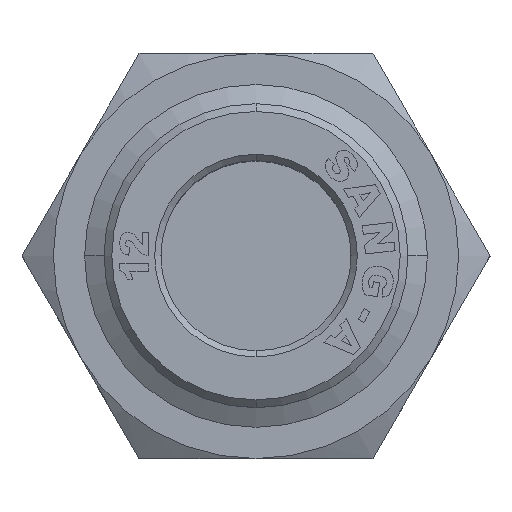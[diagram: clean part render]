
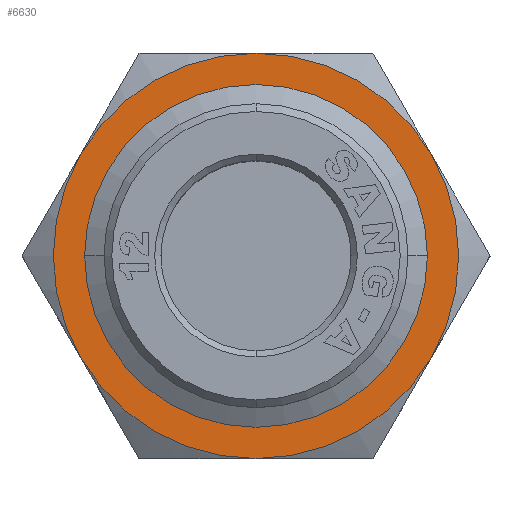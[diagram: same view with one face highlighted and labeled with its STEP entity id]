
A CAD part, top view. The second image highlights one B-rep face of the part: STEP entity #6630.
In plain terms, the highlighted face is planar.
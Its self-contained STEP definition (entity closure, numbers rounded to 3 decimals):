
#283 = CIRCLE ( 'NONE', #13349, 13. ) ;
#447 = CIRCLE ( 'NONE', #12031, 13. ) ;
#450 = VERTEX_POINT ( 'NONE', #6647 ) ;
#528 = CARTESIAN_POINT ( 'NONE',  ( -17.18, -13., 0. ) ) ;
#669 = CARTESIAN_POINT ( 'NONE',  ( -17.18, 13., 0. ) ) ;
#796 = DIRECTION ( 'NONE',  ( -1., 0., 0. ) ) ;
#1491 = DIRECTION ( 'NONE',  ( 1., 0., 0. ) ) ;
#1601 = AXIS2_PLACEMENT_3D ( 'NONE', #11409, #796, #5012 ) ;
#1670 = VERTEX_POINT ( 'NONE', #528 ) ;
#1752 = VERTEX_POINT ( 'NONE', #669 ) ;
#1787 = EDGE_CURVE ( 'NONE', #1670, #11177, #9559, .T. ) ;
#1881 = CARTESIAN_POINT ( 'NONE',  ( -17.18, -6.5, 11.258 ) ) ;
#1912 = CIRCLE ( 'NONE', #10340, 13. ) ;
#2098 = EDGE_CURVE ( 'NONE', #11177, #5324, #1912, .T. ) ;
#2429 = ORIENTED_EDGE ( 'NONE', *, *, #5412, .F. ) ;
#2675 = CARTESIAN_POINT ( 'NONE',  ( -17.18, 6.5, -11.258 ) ) ;
#3066 = FACE_BOUND ( 'NONE', #4959, .T. ) ;
#3929 = DIRECTION ( 'NONE',  ( 1., 0., 0. ) ) ;
#4359 = DIRECTION ( 'NONE',  ( 0., 0., -1. ) ) ;
#4397 = ORIENTED_EDGE ( 'NONE', *, *, #5883, .F. ) ;
#4503 = CARTESIAN_POINT ( 'NONE',  ( -17.18, 0., 0. ) ) ;
#4512 = DIRECTION ( 'NONE',  ( 0., 1., 0. ) ) ;
#4592 = CARTESIAN_POINT ( 'NONE',  ( -17.18, 0., 0. ) ) ;
#4610 = DIRECTION ( 'NONE',  ( 1., 0., 0. ) ) ;
#4959 = EDGE_LOOP ( 'NONE', ( #6881, #2429 ) ) ;
#5012 = DIRECTION ( 'NONE',  ( 0., 0., -1. ) ) ;
#5118 = EDGE_CURVE ( 'NONE', #1752, #8245, #12816, .T. ) ;
#5324 = VERTEX_POINT ( 'NONE', #2675 ) ;
#5334 = DIRECTION ( 'NONE',  ( -1., 0., 0. ) ) ;
#5412 = EDGE_CURVE ( 'NONE', #450, #6499, #12138, .T. ) ;
#5883 = EDGE_CURVE ( 'NONE', #8245, #13327, #10946, .T. ) ;
#6126 = DIRECTION ( 'NONE',  ( 0., 1., 0. ) ) ;
#6260 = AXIS2_PLACEMENT_3D ( 'NONE', #11879, #5334, #4359 ) ;
#6499 = VERTEX_POINT ( 'NONE', #12345 ) ;
#6520 = DIRECTION ( 'NONE',  ( 0., 1., 0. ) ) ;
#6630 = ADVANCED_FACE ( 'NONE', ( #3066, #12435 ), #7348, .F. ) ;
#6647 = CARTESIAN_POINT ( 'NONE',  ( -17.18, 0., 10.993 ) ) ;
#6881 = ORIENTED_EDGE ( 'NONE', *, *, #7451, .F. ) ;
#6945 = EDGE_CURVE ( 'NONE', #5324, #1752, #283, .T. ) ;
#7052 = CARTESIAN_POINT ( 'NONE',  ( -17.18, 6.5, 11.258 ) ) ;
#7167 = CARTESIAN_POINT ( 'NONE',  ( -17.18, 0., 0. ) ) ;
#7348 = PLANE ( 'NONE',  #13071 ) ;
#7451 = EDGE_CURVE ( 'NONE', #6499, #450, #7836, .T. ) ;
#7808 = DIRECTION ( 'NONE',  ( 1., 0., 0. ) ) ;
#7836 = CIRCLE ( 'NONE', #6260, 10.993 ) ;
#7899 = DIRECTION ( 'NONE',  ( 0., 1., 0. ) ) ;
#8133 = ORIENTED_EDGE ( 'NONE', *, *, #6945, .F. ) ;
#8245 = VERTEX_POINT ( 'NONE', #7052 ) ;
#8292 = CARTESIAN_POINT ( 'NONE',  ( -17.18, 0., 0. ) ) ;
#8820 = EDGE_LOOP ( 'NONE', ( #8133, #11845, #11961, #13365, #4397, #9811 ) ) ;
#8836 = CARTESIAN_POINT ( 'NONE',  ( -17.18, 0., 0. ) ) ;
#9230 = DIRECTION ( 'NONE',  ( 0., 1., 0. ) ) ;
#9302 = CARTESIAN_POINT ( 'NONE',  ( -17.18, -6.5, -11.258 ) ) ;
#9559 = CIRCLE ( 'NONE', #12779, 13. ) ;
#9811 = ORIENTED_EDGE ( 'NONE', *, *, #5118, .F. ) ;
#10338 = EDGE_CURVE ( 'NONE', #13327, #1670, #447, .T. ) ;
#10340 = AXIS2_PLACEMENT_3D ( 'NONE', #4503, #12937, #6520 ) ;
#10803 = AXIS2_PLACEMENT_3D ( 'NONE', #4592, #1491, #13219 ) ;
#10917 = CARTESIAN_POINT ( 'NONE',  ( -17.18, 0., 0. ) ) ;
#10946 = CIRCLE ( 'NONE', #10803, 13. ) ;
#11177 = VERTEX_POINT ( 'NONE', #9302 ) ;
#11409 = CARTESIAN_POINT ( 'NONE',  ( -17.18, 0., 0. ) ) ;
#11575 = DIRECTION ( 'NONE',  ( 0., 0., -1. ) ) ;
#11845 = ORIENTED_EDGE ( 'NONE', *, *, #2098, .F. ) ;
#11879 = CARTESIAN_POINT ( 'NONE',  ( -17.18, 0., 0. ) ) ;
#11961 = ORIENTED_EDGE ( 'NONE', *, *, #1787, .F. ) ;
#12031 = AXIS2_PLACEMENT_3D ( 'NONE', #8836, #7808, #7899 ) ;
#12138 = CIRCLE ( 'NONE', #1601, 10.993 ) ;
#12345 = CARTESIAN_POINT ( 'NONE',  ( -17.18, 0., -10.993 ) ) ;
#12435 = FACE_OUTER_BOUND ( 'NONE', #8820, .T. ) ;
#12617 = AXIS2_PLACEMENT_3D ( 'NONE', #8292, #13667, #6126 ) ;
#12633 = CARTESIAN_POINT ( 'NONE',  ( -17.18, 0., 0. ) ) ;
#12645 = DIRECTION ( 'NONE',  ( 1., 0., 0. ) ) ;
#12779 = AXIS2_PLACEMENT_3D ( 'NONE', #12633, #3929, #9230 ) ;
#12816 = CIRCLE ( 'NONE', #12617, 13. ) ;
#12937 = DIRECTION ( 'NONE',  ( 1., 0., 0. ) ) ;
#13071 = AXIS2_PLACEMENT_3D ( 'NONE', #7167, #12645, #11575 ) ;
#13219 = DIRECTION ( 'NONE',  ( 0., 1., 0. ) ) ;
#13327 = VERTEX_POINT ( 'NONE', #1881 ) ;
#13349 = AXIS2_PLACEMENT_3D ( 'NONE', #10917, #4610, #4512 ) ;
#13365 = ORIENTED_EDGE ( 'NONE', *, *, #10338, .F. ) ;
#13667 = DIRECTION ( 'NONE',  ( 1., 0., 0. ) ) ;
